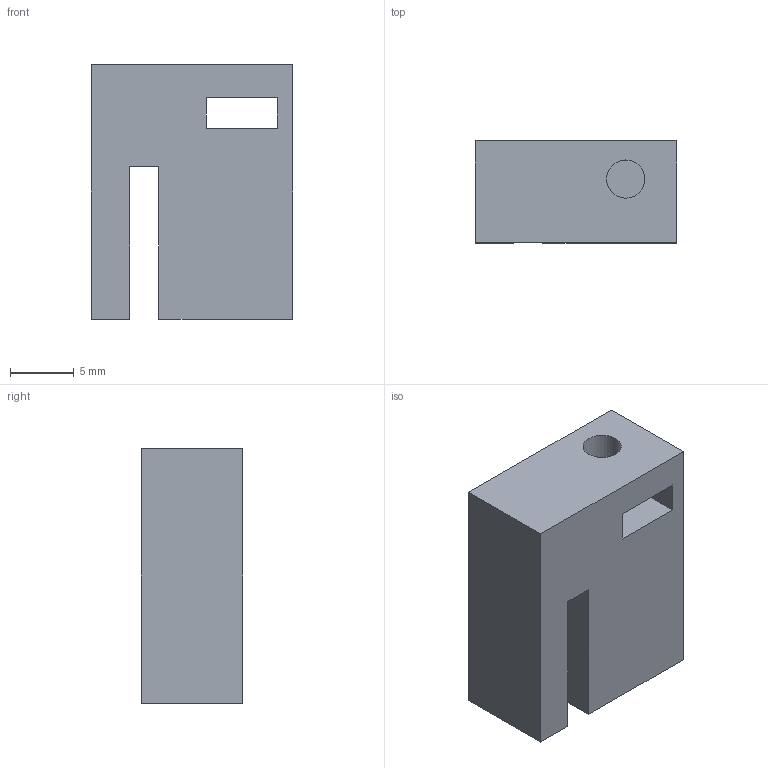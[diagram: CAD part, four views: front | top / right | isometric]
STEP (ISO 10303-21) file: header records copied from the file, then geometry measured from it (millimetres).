
FILE_DESCRIPTION(('FreeCAD Model'),'2;1');
FILE_NAME('Open CASCADE Shape Model','2023-02-20T21:08:34',(''),(''), 'Open CASCADE STEP processor 7.6','FreeCAD','Unknown');
FILE_SCHEMA(('AUTOMOTIVE_DESIGN { 1 0 10303 214 1 1 1 1 }'));
Length unit declared in the file: millimetre
Products named in the file (1): подвижная часть нижнего натяжителя
Bounding box: 15.8 x 8 x 20 mm (x, y, z)
Volume: 2117.2 mm3; surface area: 1550.9 mm2
Topology: 1 solids, 1 shells, 19 faces, 45 edges, 30 vertices
Faces by surface type: plane 16, cylinder 3
Full cylindrical faces by diameter (mm): 2.4 x1, 3 x2
Entity records: 1172 total; most frequent: CARTESIAN_POINT 209, DIRECTION 177, LINE 123, VECTOR 123, ORIENTED_EDGE 90, PCURVE 90, DEFINITIONAL_REPRESENTATION 90, EDGE_CURVE 45
